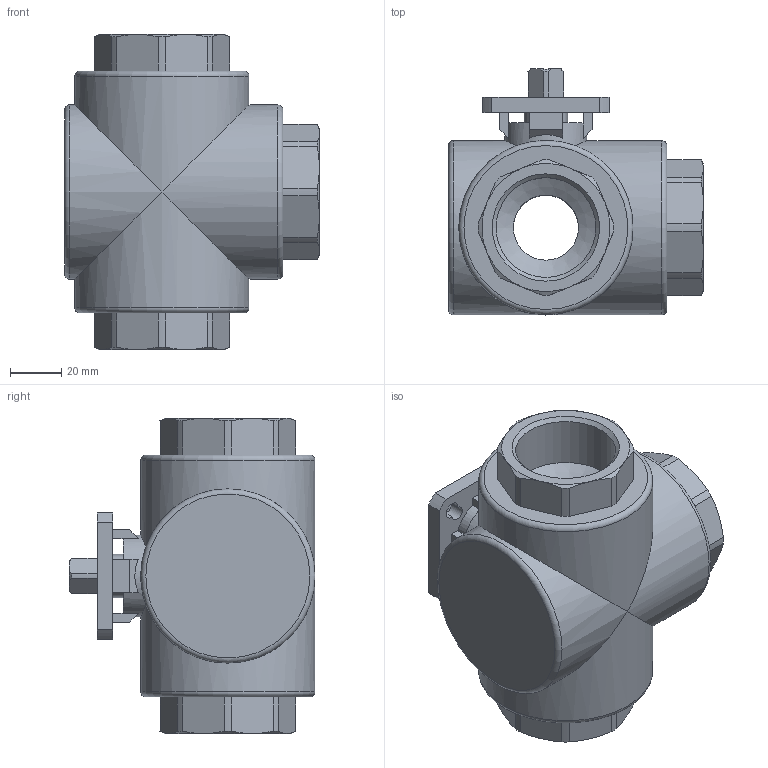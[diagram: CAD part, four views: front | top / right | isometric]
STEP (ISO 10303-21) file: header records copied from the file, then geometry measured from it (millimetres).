
FILE_DESCRIPTION(/* description */ ('STEP AP214'),/* implementation_level */ '2;1');
FILE_NAME(/* name */ '1692228_VZBA-11_4-GGG-63-32T-F0405-V4V4T',/* time_stamp */ '2024-09-18T00:21:24+02:00',/* author */ ('License CC BY-ND 4.0'),/* organization */ ('CADENAS'),/* preprocessor_version */ 'ST-DEVELOPER v19.3',/* originating_system */ 'PARTsolutions',/* authorisation */ ' ');
FILE_SCHEMA (('AUTOMOTIVE_DESIGN {1 0 10303 214 3 1 1}'));
Length unit declared in the file: millimetre
Products named in the file (1): 1692228 VZBA-11/4"-GGG-63-32T-F0405-V4V4T
Bounding box: 99.5 x 96 x 123 mm (x, y, z)
Volume: 413989.8 mm3; surface area: 61773.5 mm2
Topology: 1 solids, 1 shells, 158 faces, 424 edges, 267 vertices
Faces by surface type: plane 68, cylinder 52, cone 34, torus 4
Full cylindrical faces by diameter (mm): 17 x1, 25.4 x2, 32 x2, 38.952 x3, 68 x4
Entity records: 4935 total; most frequent: CARTESIAN_POINT 1039, DIRECTION 808, ORIENTED_EDGE 794, EDGE_CURVE 397, AXIS2_PLACEMENT_3D 318, VERTEX_POINT 262, EDGE_LOOP 199, FACE_BOUND 199
